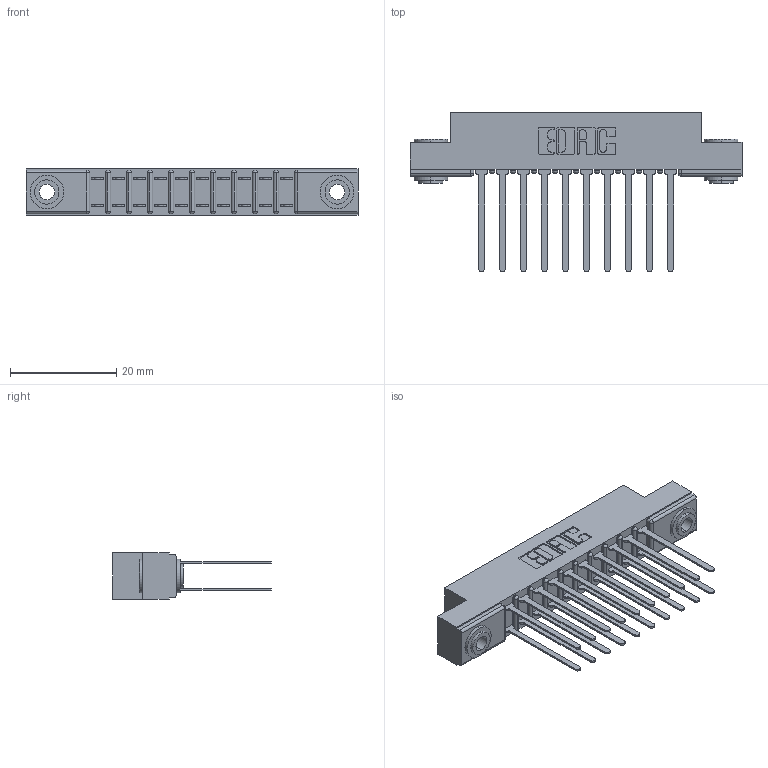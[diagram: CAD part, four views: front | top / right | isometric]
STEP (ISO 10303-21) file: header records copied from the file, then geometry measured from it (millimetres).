
FILE_DESCRIPTION (( 'STEP AP203' ), '1' );
FILE_NAME ('357-020-440-203.STEP', '2020-10-02T21:55:11', ( '' ), ( '' ), 'SwSTEP 2.0', 'SolidWorks 2020', '' );
FILE_SCHEMA (( 'CONFIG_CONTROL_DESIGN' ));
Length unit declared in the file: inch
Products named in the file (4): 345-250-002_345-250-002-102; 357-020-440-203; 307-290-001_540; 307 Part_.156 Dia Mounting Holes
Assembly tree (23 placements, depth 2):
  357-020-440-203
    307 Part_.156 Dia Mounting Holes
    307-290-001_540  x20
    345-250-002_345-250-002-102  x2
Bounding box: 62.64 x 30 x 8.71 mm (x, y, z)
Volume: 4211.4 mm3; surface area: 7697.1 mm2
Topology: 23 solids, 23 shells, 1101 faces, 3035 edges, 1962 vertices
Faces by surface type: plane 714, cylinder 357, sphere 22, cone 8
Entity records: 13871 total; most frequent: CARTESIAN_POINT 2259, DIRECTION 2241, ORIENTED_EDGE 2226, EDGE_CURVE 1113, VECTOR 833, LINE 833, VERTEX_POINT 722, AXIS2_PLACEMENT_3D 704
